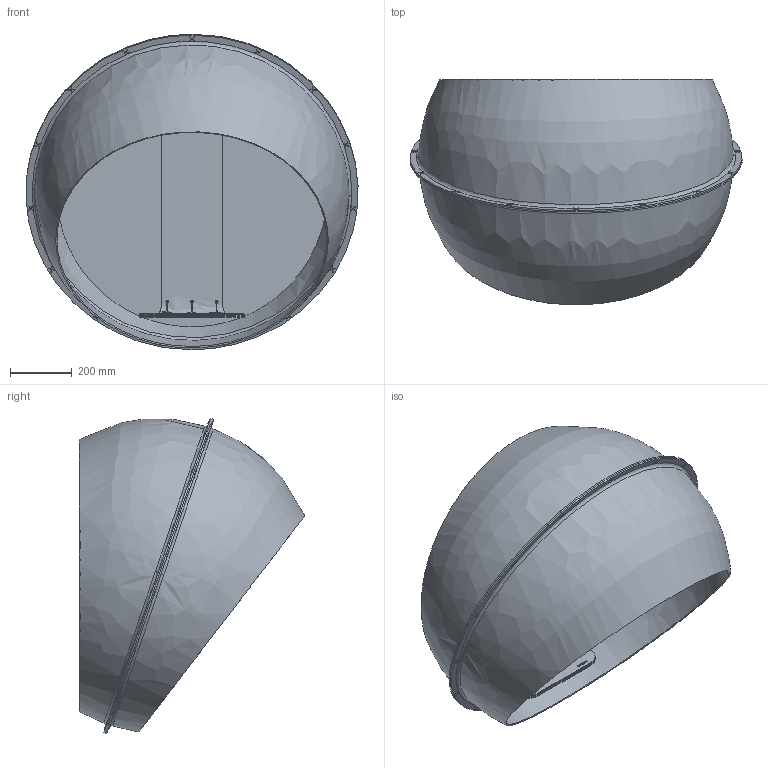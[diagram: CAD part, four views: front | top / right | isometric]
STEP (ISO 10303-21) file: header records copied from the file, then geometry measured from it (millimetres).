
FILE_DESCRIPTION(/* description */ (''),/* implementation_level */ '2;1');
FILE_NAME(/* name */ 'CHATLO~1',/* time_stamp */ '2015-08-31T12:41:48+02:00',/* author */ (''),/* organization */ (''),/* preprocessor_version */ 'ST-DEVELOPER v14',/* originating_system */ '',/* authorisation */ '');
FILE_SCHEMA (('CONFIG_CONTROL_DESIGN'));
Length unit declared in the file: centimetre
Products named in the file (1): Document
Bounding box: 1079.25 x 732.31 x 1025.93 mm (x, y, z)
Volume: 11822863.6 mm3; surface area: 7757342.1 mm2
Topology: 76 solids, 90 shells, 848 faces, 1975 edges, 1049 vertices
Faces by surface type: bspline 662, plane 186
Entity records: 57168 total; most frequent: CARTESIAN_POINT 46641, ORIENTED_EDGE 3397, EDGE_CURVE 1719, VERTEX_POINT 1049, EDGE_LOOP 907, ADVANCED_FACE 848, FACE_OUTER_BOUND 848, B_SPLINE_CURVE_WITH_KNOTS 800
